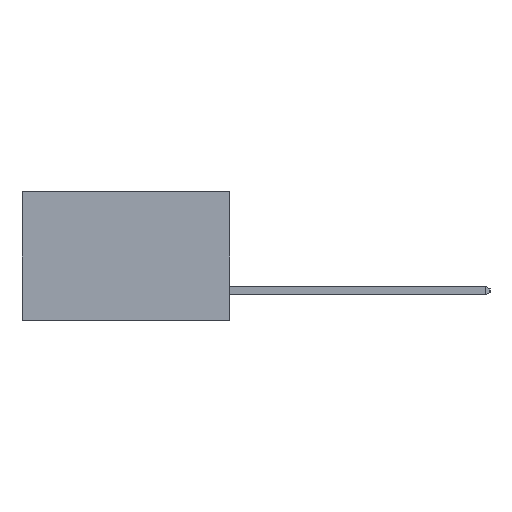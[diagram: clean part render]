
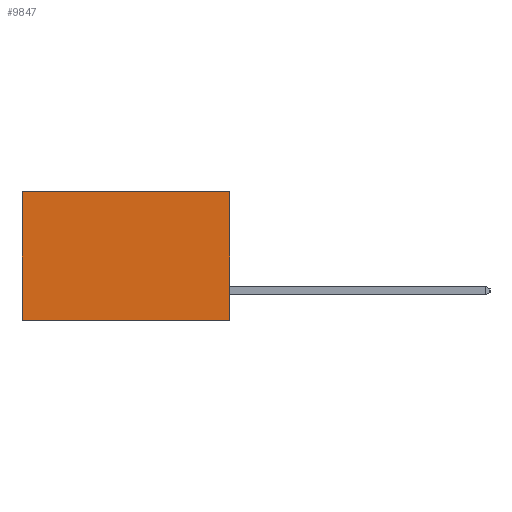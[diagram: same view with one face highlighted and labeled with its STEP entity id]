
A CAD part, left-side view. The second image highlights one B-rep face of the part: STEP entity #9847.
In plain terms, the highlighted planar face has unit normal (-1, 0, 0).
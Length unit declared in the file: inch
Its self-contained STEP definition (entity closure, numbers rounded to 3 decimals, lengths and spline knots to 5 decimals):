
#793 = AXIS2_PLACEMENT_3D ( 'NONE', #12543, #12792, #12703 ) ;
#837 = LINE ( 'NONE', #17677, #17005 ) ;
#1306 = VECTOR ( 'NONE', #16793, 39.37008 ) ;
#2094 = VERTEX_POINT ( 'NONE', #19173 ) ;
#2658 = CARTESIAN_POINT ( 'NONE',  ( 0.2615, 0., -0.37 ) ) ;
#2766 = EDGE_LOOP ( 'NONE', ( #5216, #6005, #19431, #15640 ) ) ;
#3142 = VERTEX_POINT ( 'NONE', #4457 ) ;
#3633 = LINE ( 'NONE', #17640, #19261 ) ;
#4457 = CARTESIAN_POINT ( 'NONE',  ( 0.2615, 0.6, 0. ) ) ;
#4893 = FACE_OUTER_BOUND ( 'NONE', #2766, .T. ) ;
#5216 = ORIENTED_EDGE ( 'NONE', *, *, #8906, .T. ) ;
#5934 = VERTEX_POINT ( 'NONE', #16095 ) ;
#6005 = ORIENTED_EDGE ( 'NONE', *, *, #13741, .F. ) ;
#7423 = VECTOR ( 'NONE', #15044, 39.37008 ) ;
#8906 = EDGE_CURVE ( 'NONE', #3142, #17518, #837, .T. ) ;
#9847 = ADVANCED_FACE ( 'NONE', ( #4893 ), #12568, .F. ) ;
#11591 = LINE ( 'NONE', #13487, #7423 ) ;
#11664 = CARTESIAN_POINT ( 'NONE',  ( 0.2615, 0.6, -0.37 ) ) ;
#12543 = CARTESIAN_POINT ( 'NONE',  ( 0.2615, 0., -0.37 ) ) ;
#12568 = PLANE ( 'NONE',  #793 ) ;
#12703 = DIRECTION ( 'NONE',  ( 0., 0., -1. ) ) ;
#12792 = DIRECTION ( 'NONE',  ( 1., 0., 0. ) ) ;
#13487 = CARTESIAN_POINT ( 'NONE',  ( 0.2615, 0., -0.37 ) ) ;
#13741 = EDGE_CURVE ( 'NONE', #5934, #17518, #17468, .T. ) ;
#15044 = DIRECTION ( 'NONE',  ( 0., 0., -1. ) ) ;
#15640 = ORIENTED_EDGE ( 'NONE', *, *, #18806, .T. ) ;
#16095 = CARTESIAN_POINT ( 'NONE',  ( 0.2615, 0., -0.37 ) ) ;
#16156 = DIRECTION ( 'NONE',  ( 0., 1., 0. ) ) ;
#16793 = DIRECTION ( 'NONE',  ( 0., 1., 0. ) ) ;
#17005 = VECTOR ( 'NONE', #17631, 39.37008 ) ;
#17468 = LINE ( 'NONE', #2658, #1306 ) ;
#17518 = VERTEX_POINT ( 'NONE', #11664 ) ;
#17631 = DIRECTION ( 'NONE',  ( 0., 0., -1. ) ) ;
#17640 = CARTESIAN_POINT ( 'NONE',  ( 0.2615, 0., 0. ) ) ;
#17677 = CARTESIAN_POINT ( 'NONE',  ( 0.2615, 0.6, -0.37 ) ) ;
#18806 = EDGE_CURVE ( 'NONE', #2094, #3142, #3633, .T. ) ;
#19173 = CARTESIAN_POINT ( 'NONE',  ( 0.2615, 0., 0. ) ) ;
#19261 = VECTOR ( 'NONE', #16156, 39.37008 ) ;
#19431 = ORIENTED_EDGE ( 'NONE', *, *, #19643, .F. ) ;
#19643 = EDGE_CURVE ( 'NONE', #2094, #5934, #11591, .T. ) ;
